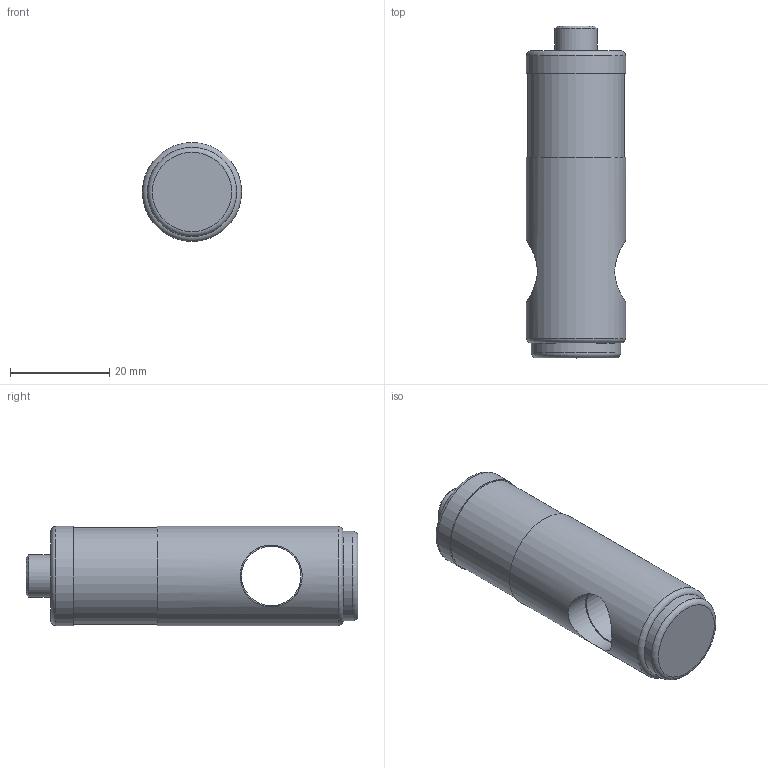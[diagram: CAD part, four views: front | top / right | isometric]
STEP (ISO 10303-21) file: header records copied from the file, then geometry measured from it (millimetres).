
FILE_DESCRIPTION(/* description */ ('STEP AP214'),/* implementation_level */ '2;1');
FILE_NAME(/* name */ '178456_KP-12-600',/* time_stamp */ '2024-08-29T17:53:41+02:00',/* author */ ('License CC BY-ND 4.0'),/* organization */ ('CADENAS'),/* preprocessor_version */ 'ST-DEVELOPER v19.3',/* originating_system */ 'PARTsolutions',/* authorisation */ ' ');
FILE_SCHEMA (('AUTOMOTIVE_DESIGN {1 0 10303 214 3 1 1}'));
Length unit declared in the file: millimetre
Products named in the file (3): 178456 KP-12-600; 178456 KP-12-600---(P); DIN-912 - M5x8(F)
Assembly tree (2 placements, depth 2):
  178456 KP-12-600
    178456 KP-12-600---(P)
    DIN-912 - M5x8(F)
Bounding box: 20 x 67 x 20 mm (x, y, z)
Volume: 17020.9 mm3; surface area: 5382.7 mm2
Topology: 2 solids, 2 shells, 49 faces, 88 edges, 50 vertices
Faces by surface type: plane 23, cone 12, cylinder 11, torus 3
Full cylindrical faces by diameter (mm): 4.134 x1, 5 x1, 8.5 x1, 9 x1, 12 x1, 12.5 x2, 18 x1, 19.5 x1, 20 x2
Entity records: 1174 total; most frequent: CARTESIAN_POINT 225, DIRECTION 200, ORIENTED_EDGE 130, AXIS2_PLACEMENT_3D 91, FACE_BOUND 79, EDGE_LOOP 78, EDGE_CURVE 65, ADVANCED_FACE 49
